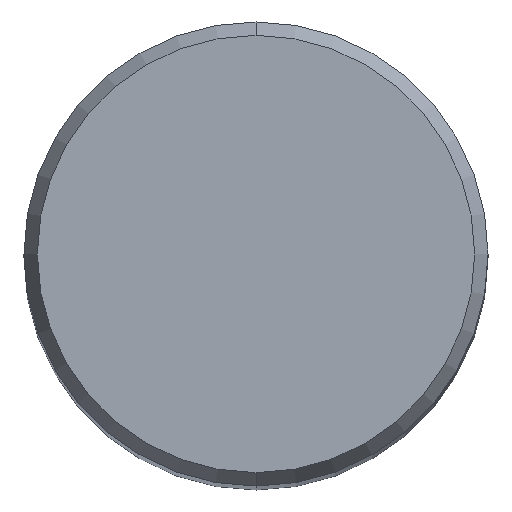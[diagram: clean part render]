
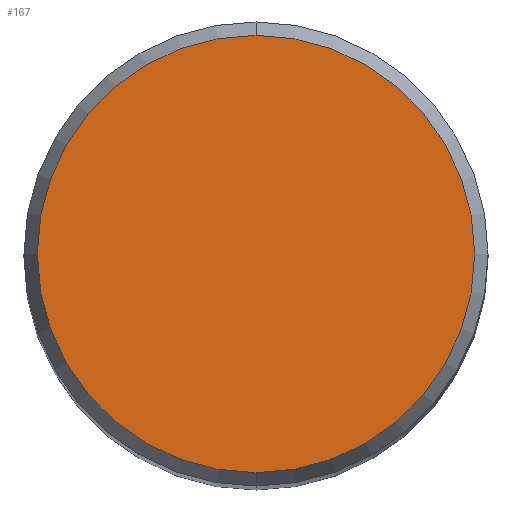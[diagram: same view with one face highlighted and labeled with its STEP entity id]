
A CAD part, top view. The second image highlights one B-rep face of the part: STEP entity #167.
In plain terms, the highlighted planar face has unit normal (0, 0, 1).
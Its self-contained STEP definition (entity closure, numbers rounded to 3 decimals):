
#147=VERTEX_POINT('',#298);
#149=EDGE_CURVE('',#211,#147,#300,.T.);
#155=EDGE_CURVE('',#147,#211,#307,.T.);
#167=ADVANCED_FACE('',(#320),#321,.T.);
#211=VERTEX_POINT('',#370);
#298=CARTESIAN_POINT('',(0.0,3.746,0.0));
#300=CIRCLE('',#469,3.746);
#307=CIRCLE('',#479,3.746);
#320=FACE_OUTER_BOUND('',#496,.T.);
#321=PLANE('',#497);
#370=CARTESIAN_POINT('',(0.,-3.746,0.0));
#469=AXIS2_PLACEMENT_3D('',#654,#655,#656);
#479=AXIS2_PLACEMENT_3D('',#666,#667,#668);
#496=EDGE_LOOP('',(#683,#684));
#497=AXIS2_PLACEMENT_3D('',#685,#686,#687);
#654=CARTESIAN_POINT('',(0.0,0.0,0.0));
#655=DIRECTION('',(0.0,0.0,-1.0));
#656=DIRECTION('',(0.0,1.0,0.0));
#666=CARTESIAN_POINT('',(0.0,0.0,0.0));
#667=DIRECTION('',(0.0,0.0,-1.0));
#668=DIRECTION('',(0.0,1.0,0.0));
#683=ORIENTED_EDGE('',*,*,#155,.F.);
#684=ORIENTED_EDGE('',*,*,#149,.F.);
#685=CARTESIAN_POINT('',(0.0,1.873,0.0));
#686=DIRECTION('',(-0.0,0.0,1.0));
#687=DIRECTION('',(0.0,-1.0,0.0));
